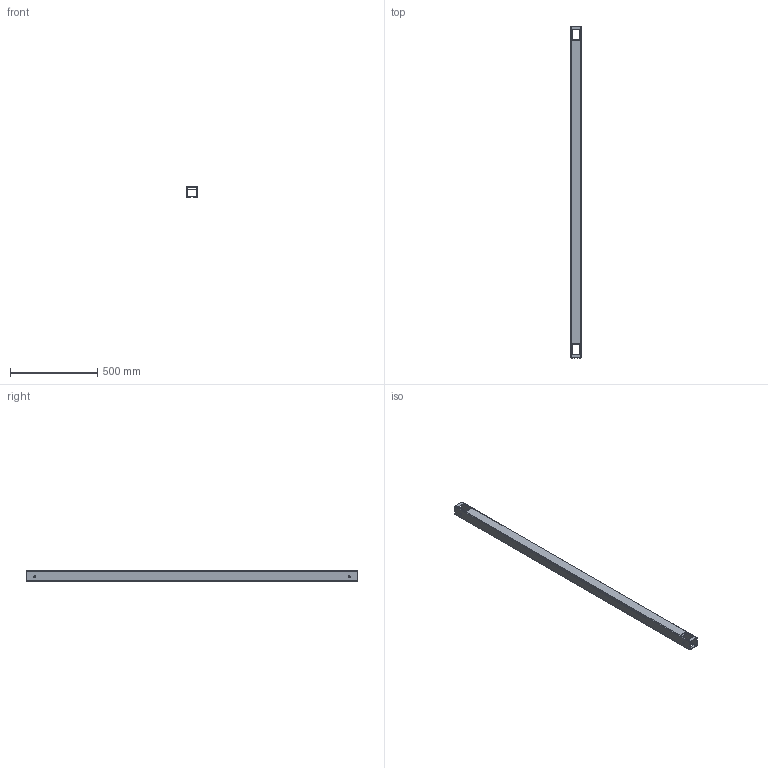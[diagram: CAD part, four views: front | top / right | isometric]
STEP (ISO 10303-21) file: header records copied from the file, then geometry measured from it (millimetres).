
FILE_DESCRIPTION (( 'STEP AP203' ), '1' );
FILE_NAME ('立柱_默认_sldprt.STEP', '2021-04-02T02:37:03', ( '' ), ( '' ), 'SwSTEP 2.0', 'SolidWorks 2016', '' );
FILE_SCHEMA (( 'CONFIG_CONTROL_DESIGN' ));
Length unit declared in the file: millimetre
Products named in the file (1): 立柱_默认_sldprt
Bounding box: 60 x 1900 x 60 mm (x, y, z)
Volume: 1420462.6 mm3; surface area: 973253.2 mm2
Topology: 4 solids, 4 shells, 98 faces, 238 edges, 148 vertices
Faces by surface type: plane 80, cylinder 18
Entity records: 2901 total; most frequent: CARTESIAN_POINT 485, ORIENTED_EDGE 476, DIRECTION 472, EDGE_CURVE 238, LINE 202, VECTOR 202, VERTEX_POINT 148, AXIS2_PLACEMENT_3D 135
